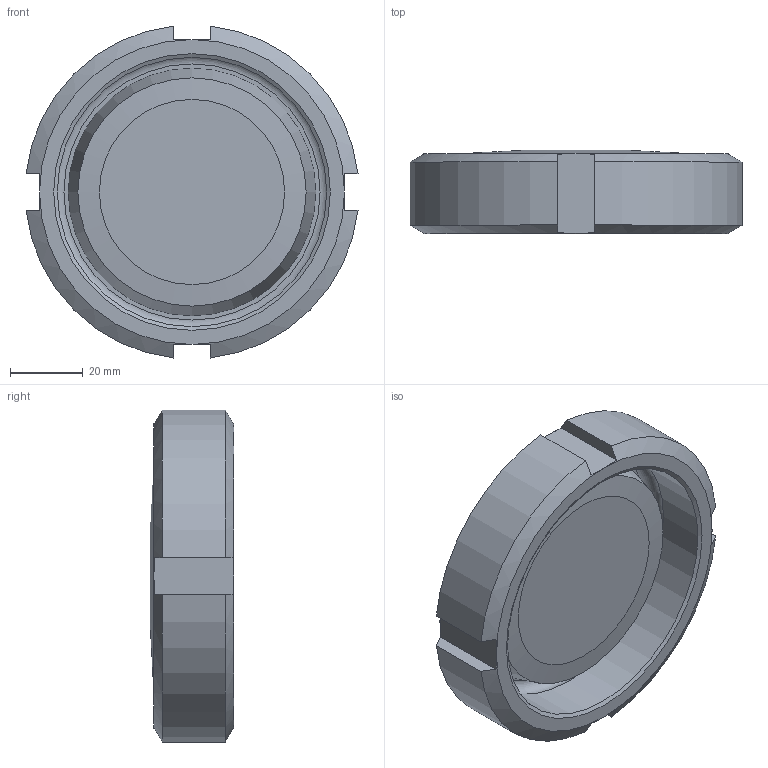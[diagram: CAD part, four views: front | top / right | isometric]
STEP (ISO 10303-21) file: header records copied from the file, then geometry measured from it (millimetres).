
FILE_DESCRIPTION(/* description */ (''),/* implementation_level */ '2;1');
FILE_NAME(/* name */ '31303W.stp',/* time_stamp */ '2018-02-05T11:59:00+01:00',/* author */ ('acgl'),/* organization */ (''),/* preprocessor_version */ 'ST-DEVELOPER v15.6',/* originating_system */ 'Autodesk Inventor 2015',/* authorisation */ '');
FILE_SCHEMA (('AUTOMOTIVE_DESIGN { 1 0 10303 214 3 1 1 }'));
Length unit declared in the file: centimetre
Products named in the file (1): 31303W
Bounding box: 91.45 x 23 x 91.45 mm (x, y, z)
Volume: 95973.9 mm3; surface area: 26275.1 mm2
Topology: 1 solids, 1 shells, 45 faces, 98 edges, 60 vertices
Faces by surface type: plane 19, cone 12, cylinder 10, torus 4
Full cylindrical faces by diameter (mm): 5.5 x1, 10.1 x1, 61 x1, 62 x1, 68.2 x1, 74.19 x1
Entity records: 1191 total; most frequent: CARTESIAN_POINT 252, DIRECTION 178, ORIENTED_EDGE 166, EDGE_CURVE 83, AXIS2_PLACEMENT_3D 81, EDGE_LOOP 64, VERTEX_POINT 59, STYLED_ITEM 46
